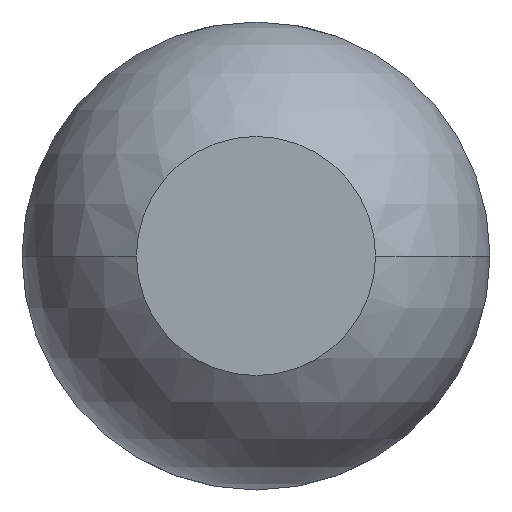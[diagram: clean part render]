
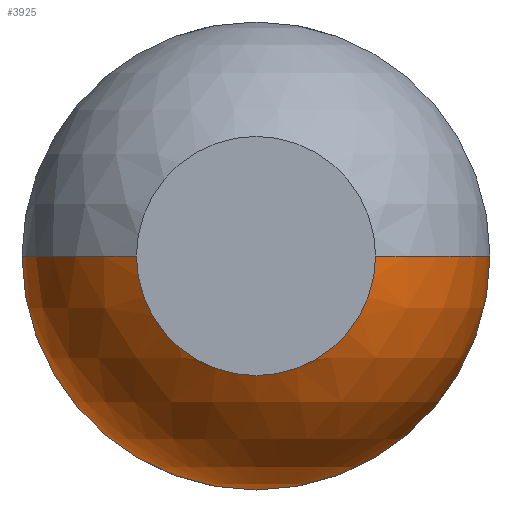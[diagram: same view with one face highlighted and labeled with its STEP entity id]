
A CAD part, front view. The second image highlights one B-rep face of the part: STEP entity #3925.
In plain terms, the highlighted spherical face has radius 0.685 mm.
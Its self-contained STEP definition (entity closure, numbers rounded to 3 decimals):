
#85 = VERTEX_POINT ( 'NONE', #2686 ) ;
#204 = CARTESIAN_POINT ( 'NONE',  ( 0., -26.411, 0. ) ) ;
#337 = VERTEX_POINT ( 'NONE', #4023 ) ;
#401 = ORIENTED_EDGE ( 'NONE', *, *, #3086, .T. ) ;
#502 = DIRECTION ( 'NONE',  ( 0., 1., 0. ) ) ;
#646 = CARTESIAN_POINT ( 'NONE',  ( 0., -26.411, 0. ) ) ;
#654 = EDGE_CURVE ( 'Defeature ausgef�hrt1_5+Defeature ausgef�hrt1_4+Defeature ausgef�hrt1_4+Defeature ausgef�hrt1_4', #2937, #3745, #1709, .T. ) ;
#663 = EDGE_CURVE ( 'Defeature ausgef�hrt1_13+Defeature ausgef�hrt1_4+Defeature ausgef�hrt1_4+Defeature ausgef�hrt1_4', #85, #1136, #3146, .T. ) ;
#762 = ORIENTED_EDGE ( 'NONE', *, *, #4252, .F. ) ;
#1013 = DIRECTION ( 'NONE',  ( 0., 0., -1. ) ) ;
#1038 = DIRECTION ( 'NONE',  ( -1., 0., 0. ) ) ;
#1136 = VERTEX_POINT ( 'NONE', #2259 ) ;
#1158 = CARTESIAN_POINT ( 'NONE',  ( 0., -27., 0. ) ) ;
#1250 = DIRECTION ( 'NONE',  ( 0., 1., 0. ) ) ;
#1261 = CARTESIAN_POINT ( 'NONE',  ( 0., -27., 0. ) ) ;
#1282 = CARTESIAN_POINT ( 'NONE',  ( 0., -26.411, 0. ) ) ;
#1307 = DIRECTION ( 'NONE',  ( 0., 0., 1. ) ) ;
#1365 = CARTESIAN_POINT ( 'NONE',  ( -0.685, -26.411, 0. ) ) ;
#1609 = AXIS2_PLACEMENT_3D ( 'NONE', #1282, #1250, #1964 ) ;
#1671 = CARTESIAN_POINT ( 'NONE',  ( 0., -26.411, 0. ) ) ;
#1709 = CIRCLE ( 'NONE', #1609, 0.685 ) ;
#1791 = CARTESIAN_POINT ( 'NONE',  ( 0., -26.411, -0.685 ) ) ;
#1872 = AXIS2_PLACEMENT_3D ( 'NONE', #1158, #3110, #3469 ) ;
#1952 = DIRECTION ( 'NONE',  ( 0., -1., 0. ) ) ;
#1955 = AXIS2_PLACEMENT_3D ( 'NONE', #1671, #1013, #1038 ) ;
#1964 = DIRECTION ( 'NONE',  ( 0., 0., 1. ) ) ;
#2167 = AXIS2_PLACEMENT_3D ( 'NONE', #204, #3820, #4156 ) ;
#2259 = CARTESIAN_POINT ( 'NONE',  ( 0.35, -27., 0. ) ) ;
#2412 = ORIENTED_EDGE ( 'NONE', *, *, #3739, .F. ) ;
#2619 = ORIENTED_EDGE ( 'NONE', *, *, #663, .F. ) ;
#2623 = ORIENTED_EDGE ( 'NONE', *, *, #3354, .F. ) ;
#2686 = CARTESIAN_POINT ( 'NONE',  ( 0., -27., -0.35 ) ) ;
#2761 = DIRECTION ( 'NONE',  ( 0., 0., 1. ) ) ;
#2784 = EDGE_LOOP ( 'NONE', ( #762, #401, #3322, #2412, #2623, #2619 ) ) ;
#2937 = VERTEX_POINT ( 'NONE', #1791 ) ;
#2953 = AXIS2_PLACEMENT_3D ( 'NONE', #646, #1307, #3598 ) ;
#3086 = EDGE_CURVE ( 'NONE', #3196, #3745, #3995, .T. ) ;
#3110 = DIRECTION ( 'NONE',  ( 0., -1., 0. ) ) ;
#3146 = CIRCLE ( 'NONE', #4047, 0.35 ) ;
#3167 = AXIS2_PLACEMENT_3D ( 'NONE', #3325, #502, #2761 ) ;
#3196 = VERTEX_POINT ( 'NONE', #3667 ) ;
#3322 = ORIENTED_EDGE ( 'NONE', *, *, #654, .F. ) ;
#3325 = CARTESIAN_POINT ( 'NONE',  ( 0., -26.411, 0. ) ) ;
#3354 = EDGE_CURVE ( 'NONE', #1136, #337, #4041, .T. ) ;
#3469 = DIRECTION ( 'NONE',  ( 0., 0., -1. ) ) ;
#3534 = SPHERICAL_SURFACE ( 'NONE', #2167, 0.685 ) ;
#3598 = DIRECTION ( 'NONE',  ( 1., 0., 0. ) ) ;
#3667 = CARTESIAN_POINT ( 'NONE',  ( -0.35, -27., 0. ) ) ;
#3739 = EDGE_CURVE ( 'Defeature ausgef�hrt1_5+Defeature ausgef�hrt1_4+Defeature ausgef�hrt1_4+Defeature ausgef�hrt1_4', #337, #2937, #4194, .T. ) ;
#3745 = VERTEX_POINT ( 'NONE', #1365 ) ;
#3820 = DIRECTION ( 'NONE',  ( 0., 0., -1. ) ) ;
#3889 = CIRCLE ( 'NONE', #1872, 0.35 ) ;
#3910 = DIRECTION ( 'NONE',  ( 0., 0., -1. ) ) ;
#3925 = ADVANCED_FACE ( 'Defeature ausgef�hrt1_4', ( #4186 ), #3534, .T. ) ;
#3995 = CIRCLE ( 'NONE', #1955, 0.685 ) ;
#4023 = CARTESIAN_POINT ( 'NONE',  ( 0.685, -26.411, 0. ) ) ;
#4041 = CIRCLE ( 'NONE', #2953, 0.685 ) ;
#4047 = AXIS2_PLACEMENT_3D ( 'NONE', #1261, #1952, #3910 ) ;
#4156 = DIRECTION ( 'NONE',  ( 1., 0., 0. ) ) ;
#4186 = FACE_OUTER_BOUND ( 'NONE', #2784, .T. ) ;
#4194 = CIRCLE ( 'NONE', #3167, 0.685 ) ;
#4252 = EDGE_CURVE ( 'Defeature ausgef�hrt1_13+Defeature ausgef�hrt1_4+Defeature ausgef�hrt1_4+Defeature ausgef�hrt1_4', #3196, #85, #3889, .T. ) ;
